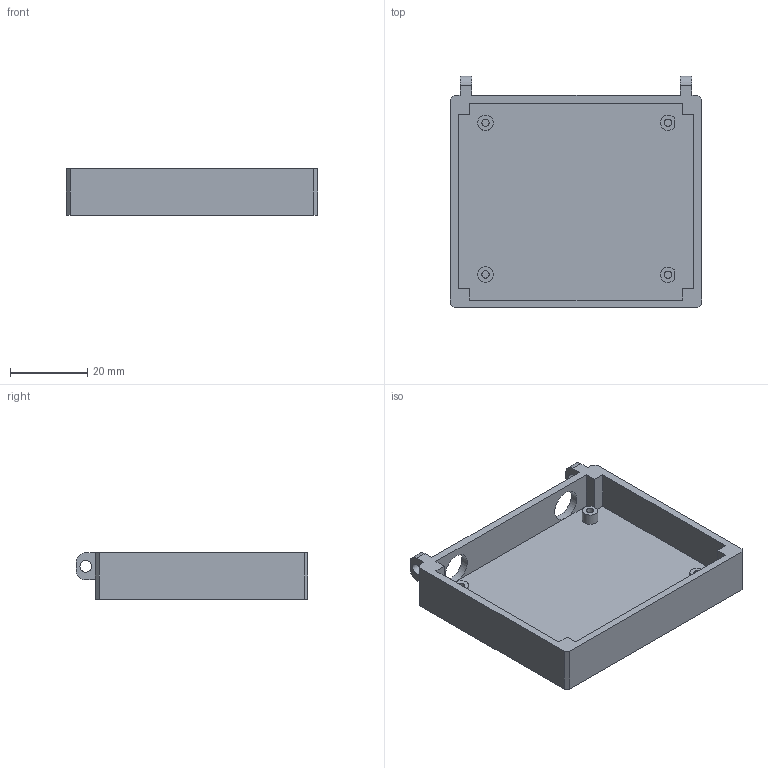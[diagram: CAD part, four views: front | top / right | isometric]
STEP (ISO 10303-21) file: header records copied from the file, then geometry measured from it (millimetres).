
FILE_DESCRIPTION(/* description */ (''),/* implementation_level */ '2;1');
FILE_NAME(/* name */ 'Control Lid - Box v2.step',/* time_stamp */ '2024-08-23T18:26:38-05:00',/* author */ (''),/* organization */ (''),/* preprocessor_version */ 'ST-DEVELOPER v20',/* originating_system */ 'Autodesk Translation Framework v13.14.0.145',/* authorisation */ '');
FILE_SCHEMA (('AUTOMOTIVE_DESIGN { 1 0 10303 214 3 1 1 }'));
Length unit declared in the file: millimetre
Products named in the file (1): Control Lid - Box
Bounding box: 65 x 60 x 12 mm (x, y, z)
Volume: 12191.2 mm3; surface area: 12563.9 mm2
Topology: 1 solids, 1 shells, 57 faces, 142 edges, 94 vertices
Faces by surface type: plane 41, cylinder 16
Full cylindrical faces by diameter (mm): 1.9 x4, 3 x2, 4 x2, 8 x2
Entity records: 1743 total; most frequent: CARTESIAN_POINT 294, DIRECTION 292, ORIENTED_EDGE 284, EDGE_CURVE 142, LINE 108, VECTOR 108, VERTEX_POINT 94, AXIS2_PLACEMENT_3D 92
